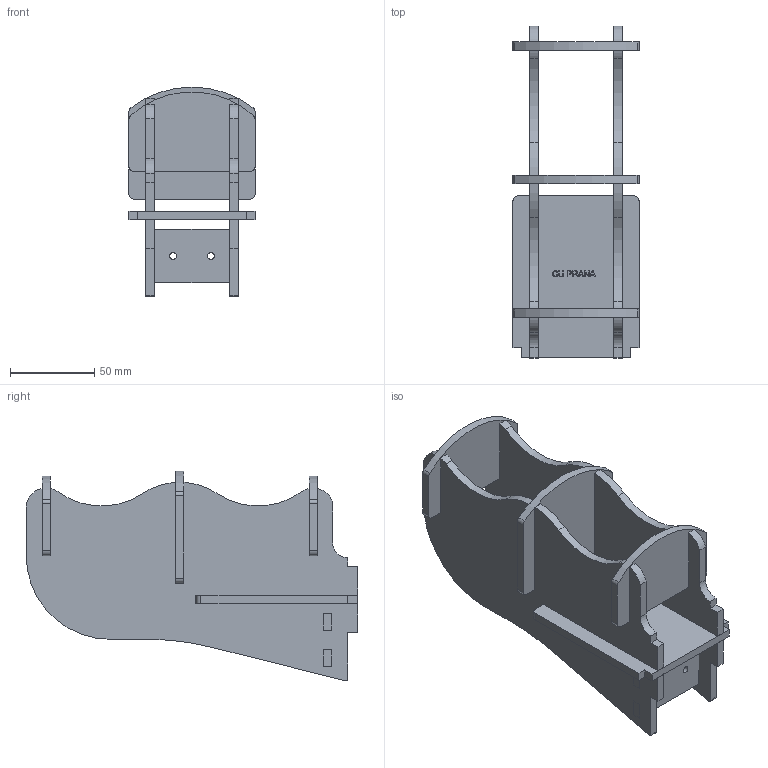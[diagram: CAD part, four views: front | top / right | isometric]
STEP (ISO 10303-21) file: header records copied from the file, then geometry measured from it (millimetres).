
FILE_DESCRIPTION(/* description */ (''),/* implementation_level */ '2;1');
FILE_NAME(/* name */ 'Pusher_Assemble.step',/* time_stamp */ '2020-04-03T12:48:33+07:00',/* author */ (''),/* organization */ (''),/* preprocessor_version */ 'ST-DEVELOPER v18',/* originating_system */ 'Autodesk Translation Framework v8.12.0.6',/* authorisation */ '');
FILE_SCHEMA (('AUTOMOTIVE_DESIGN { 1 0 10303 214 3 1 1 }'));
Length unit declared in the file: millimetre
Products named in the file (6): Pusher_Assemble; Pusher_Middle_Guider; Pusher_Side_Guider_6mm; Pusher_Top+Bottom_Guider; Pusher_Pillar_Support; Pusher_Back_Support
Assembly tree (7 placements, depth 2):
  Pusher_Assemble
    Pusher_Middle_Guider
    Pusher_Top+Bottom_Guider  x2
    Pusher_Side_Guider_6mm  x2
    Pusher_Pillar_Support
    Pusher_Back_Support
Bounding box: 75 x 197.42 x 124.81 mm (x, y, z)
Volume: 256568.3 mm3; surface area: 120128.7 mm2
Topology: 7 solids, 7 shells, 576 faces, 1587 edges, 1058 vertices
Faces by surface type: plane 347, bspline 186, cylinder 43
Full cylindrical faces by diameter (mm): 4 x2
Entity records: 13346 total; most frequent: CARTESIAN_POINT 4247, ORIENTED_EDGE 2094, DIRECTION 1391, EDGE_CURVE 1047, LINE 747, VECTOR 747, VERTEX_POINT 698, EDGE_LOOP 411
